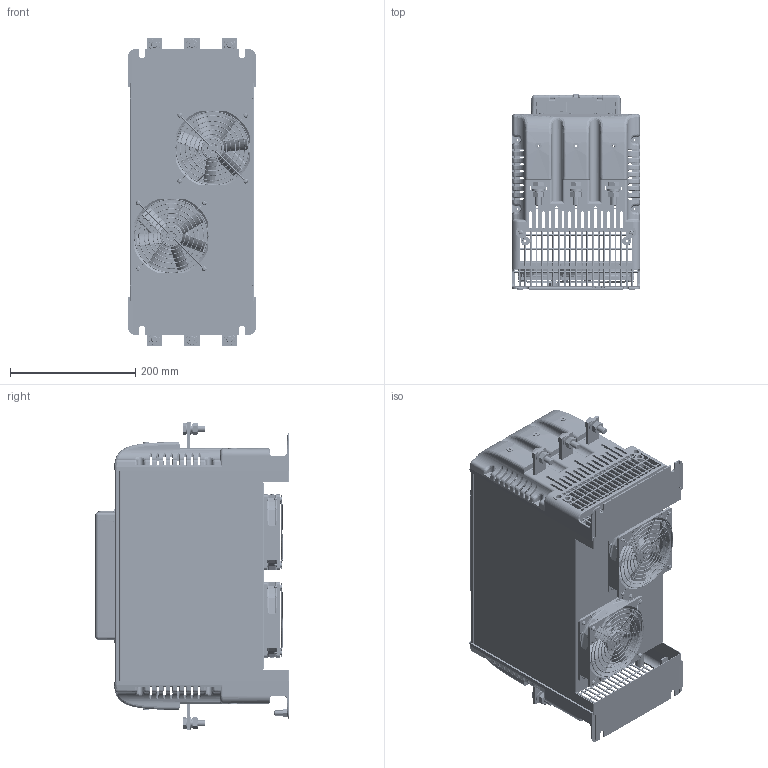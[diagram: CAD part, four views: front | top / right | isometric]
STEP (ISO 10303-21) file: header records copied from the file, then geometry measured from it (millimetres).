
FILE_DESCRIPTION(('STEP AP214'), '1');
FILE_NAME('ASY-SGY-015-V01', '', ('UNSPECIFIED'), ('UNSPECIFIED'), 'ASCON STEP Converter 1.3', 'ASCON Math Kernel', '');
FILE_SCHEMA(('AUTOMOTIVE_DESIGN { 1 0 10303 214 3 1 1}'));
Length unit declared in the file: millimetre
Products named in the file (1): 3DC-ASY-SGY-015-V01
Bounding box: 205.21 x 310.77 x 490 mm (x, y, z)
Volume: 1349570.9 mm3; surface area: 1573111 mm2
Topology: 86 solids, 102 shells, 10195 faces, 28486 edges, 18187 vertices
Faces by surface type: plane 5947, cylinder 2057, bspline 1415, cone 502, torus 189, sphere 85
Full cylindrical faces by diameter (mm): 1.2 x6, 1.5 x24, 2 x172, 2.6 x2, 3 x112, 3.1 x2, 3.5 x16, 3.505 x32, 4 x26, 4.3 x16, 4.4 x4, 4.5 x10, 5 x2, 5.465 x2, 6.909 x16, 7 x1, 8 x2, 8.4 x1, 8.75 x6, 9.592 x1, 10 x6, 10.5 x12, 16 x1, 17 x6, 20 x6, 38 x2, 115.4 x2
Entity records: 604248 total; most frequent: CARTESIAN_POINT 280477, ORIENTED_EDGE 54988, DIRECTION 41664, EDGE_CURVE 27514, VERTEX_POINT 18127, LINE 16604, VECTOR 16604, AXIS2_PLACEMENT_3D 12530
